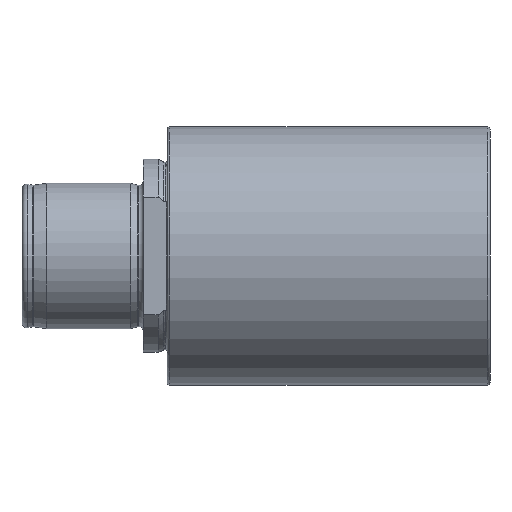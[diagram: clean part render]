
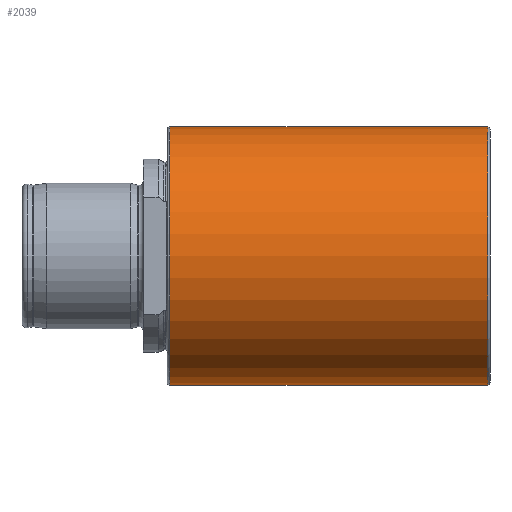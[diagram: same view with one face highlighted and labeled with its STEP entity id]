
A CAD part, front view. The second image highlights one B-rep face of the part: STEP entity #2039.
In plain terms, the highlighted cylindrical face has radius 16 mm (diameter 32 mm), a partial arc.
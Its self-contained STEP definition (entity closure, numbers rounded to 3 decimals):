
#215 = CARTESIAN_POINT ( 'NONE',  ( -7.756, 0., 16. ) ) ;
#216 = DIRECTION ( 'NONE',  ( -1., 0., 0. ) ) ;
#386 = DIRECTION ( 'NONE',  ( -1., 0., 0. ) ) ;
#396 = CARTESIAN_POINT ( 'NONE',  ( -7.756, 0., 0. ) ) ;
#404 = DIRECTION ( 'NONE',  ( 0., 0., 1. ) ) ;
#505 = AXIS2_PLACEMENT_3D ( 'NONE', #396, #386, #404 ) ;
#636 = AXIS2_PLACEMENT_3D ( 'NONE', #4026, #4027, #4028 ) ;
#855 = CARTESIAN_POINT ( 'NONE',  ( 57.7, 0., 16. ) ) ;
#903 = CARTESIAN_POINT ( 'NONE',  ( -7.756, 0., -16. ) ) ;
#904 = DIRECTION ( 'NONE',  ( -1., 0., 0. ) ) ;
#1518 = EDGE_LOOP ( 'NONE', ( #1596, #1812, #1828, #1762 ) ) ;
#1596 = ORIENTED_EDGE ( 'NONE', *, *, #3501, .F. ) ;
#1762 = ORIENTED_EDGE ( 'NONE', *, *, #3414, .F. ) ;
#1812 = ORIENTED_EDGE ( 'NONE', *, *, #3371, .T. ) ;
#1828 = ORIENTED_EDGE ( 'NONE', *, *, #3441, .T. ) ;
#1852 = CARTESIAN_POINT ( 'NONE',  ( 18.3, 0., 16. ) ) ;
#1899 = FACE_OUTER_BOUND ( 'NONE', #1518, .T. ) ;
#2039 = ADVANCED_FACE ( 'NONE', ( #1899 ), #3167, .T. ) ;
#2383 = VERTEX_POINT ( 'NONE', #3917 ) ;
#2434 = VERTEX_POINT ( 'NONE', #3868 ) ;
#2466 = VERTEX_POINT ( 'NONE', #855 ) ;
#2558 = VERTEX_POINT ( 'NONE', #1852 ) ;
#2966 = CARTESIAN_POINT ( 'NONE',  ( 18.3, 0., 0. ) ) ;
#2967 = DIRECTION ( 'NONE',  ( -1., 0., 0. ) ) ;
#2968 = DIRECTION ( 'NONE',  ( 0., 0., 1. ) ) ;
#3136 = CIRCLE ( 'NONE', #3582, 16. ) ;
#3148 = CIRCLE ( 'NONE', #636, 16. ) ;
#3167 = CYLINDRICAL_SURFACE ( 'NONE', #505, 16. ) ;
#3371 = EDGE_CURVE ( 'NONE', #2434, #2466, #3148, .T. ) ;
#3414 = EDGE_CURVE ( 'NONE', #2383, #2558, #3136, .T. ) ;
#3441 = EDGE_CURVE ( 'NONE', #2466, #2558, #3658, .T. ) ;
#3501 = EDGE_CURVE ( 'NONE', #2434, #2383, #3745, .T. ) ;
#3582 = AXIS2_PLACEMENT_3D ( 'NONE', #2966, #2967, #2968 ) ;
#3658 = LINE ( 'NONE', #215, #3722 ) ;
#3714 = VECTOR ( 'NONE', #904, 1000. ) ;
#3722 = VECTOR ( 'NONE', #216, 1000. ) ;
#3745 = LINE ( 'NONE', #903, #3714 ) ;
#3868 = CARTESIAN_POINT ( 'NONE',  ( 57.7, 0., -16. ) ) ;
#3917 = CARTESIAN_POINT ( 'NONE',  ( 18.3, 0., -16. ) ) ;
#4026 = CARTESIAN_POINT ( 'NONE',  ( 57.7, 0., 0. ) ) ;
#4027 = DIRECTION ( 'NONE',  ( -1., 0., 0. ) ) ;
#4028 = DIRECTION ( 'NONE',  ( 0., 0., 1. ) ) ;
